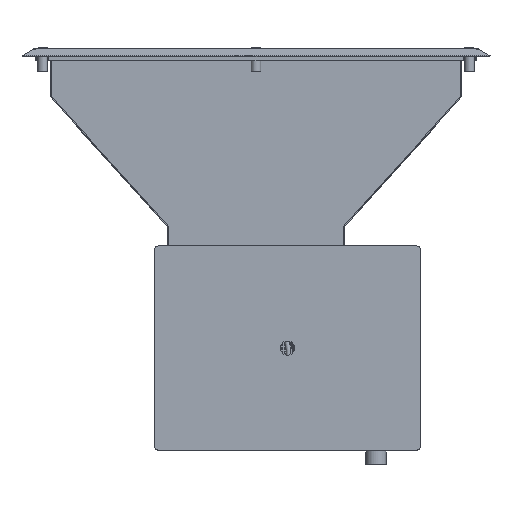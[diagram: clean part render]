
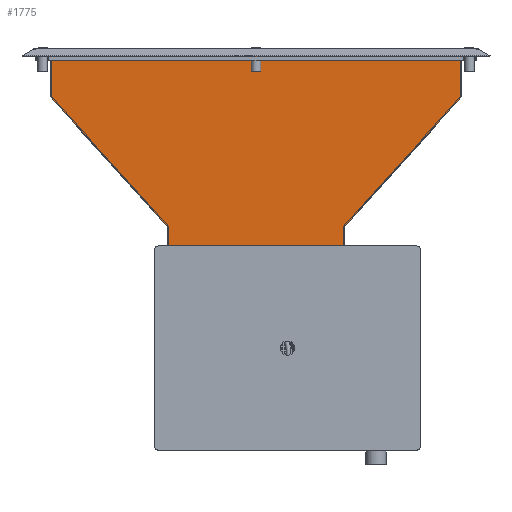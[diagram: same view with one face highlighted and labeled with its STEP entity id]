
A CAD part, top view. The second image highlights one B-rep face of the part: STEP entity #1775.
In plain terms, the highlighted planar face has unit normal (0, 0, 1).
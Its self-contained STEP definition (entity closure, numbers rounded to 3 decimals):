
#1775=ADVANCED_FACE('',(#6146),#6148,.T.);
#6146=FACE_BOUND('',#6147,.T.);
#6147=EDGE_LOOP('',(#75508,#75509,#75510,#75511,#75512,#75513,#75514,#75515,#75516,
#75517,#75518,#75519,#75520,#75521));
#6148=PLANE('',#6149);
#6149=AXIS2_PLACEMENT_3D('',#6150,#6151,#6152);
#6150=CARTESIAN_POINT('',(0.,0.,-48.8));
#6151=DIRECTION('',(0.,0.,1.));
#6152=DIRECTION('',(-1.,0.,0.));
#75508=ORIENTED_EDGE('',*,*,#98787,.F.);
#75509=ORIENTED_EDGE('',*,*,#98788,.F.);
#75510=ORIENTED_EDGE('',*,*,#98789,.T.);
#75511=ORIENTED_EDGE('',*,*,#98755,.T.);
#75512=ORIENTED_EDGE('',*,*,#98767,.F.);
#75513=ORIENTED_EDGE('',*,*,#98695,.F.);
#75514=ORIENTED_EDGE('',*,*,#98785,.F.);
#75515=ORIENTED_EDGE('',*,*,#98790,.T.);
#75516=ORIENTED_EDGE('',*,*,#98791,.T.);
#75517=ORIENTED_EDGE('',*,*,#98718,.F.);
#75518=ORIENTED_EDGE('',*,*,#98792,.F.);
#75519=ORIENTED_EDGE('',*,*,#98793,.T.);
#75520=ORIENTED_EDGE('',*,*,#98794,.T.);
#75521=ORIENTED_EDGE('',*,*,#98795,.T.);
#98695=EDGE_CURVE('',#110395,#110388,#110397,.T.);
#98718=EDGE_CURVE('',#110434,#110437,#110438,.T.);
#98755=EDGE_CURVE('',#110500,#110497,#110501,.T.);
#98767=EDGE_CURVE('',#110388,#110497,#110519,.F.);
#98785=EDGE_CURVE('',#110551,#110395,#110553,.T.);
#98787=EDGE_CURVE('',#110555,#110556,#110557,.F.);
#98788=EDGE_CURVE('',#110558,#110555,#110559,.T.);
#98789=EDGE_CURVE('',#110558,#110500,#110560,.T.);
#98790=EDGE_CURVE('',#110551,#110561,#110562,.T.);
#98791=EDGE_CURVE('',#110561,#110437,#110563,.T.);
#98792=EDGE_CURVE('',#110564,#110434,#110565,.F.);
#98793=EDGE_CURVE('',#110564,#110566,#110567,.T.);
#98794=EDGE_CURVE('',#110566,#110568,#110569,.T.);
#98795=EDGE_CURVE('',#110568,#110556,#110570,.T.);
#110388=VERTEX_POINT('',#129903);
#110395=VERTEX_POINT('',#129918);
#110397=LINE('',#129922,#129923);
#110434=VERTEX_POINT('',#130064);
#110437=VERTEX_POINT('',#130069);
#110438=LINE('',#130070,#130071);
#110497=VERTEX_POINT('',#130202);
#110500=VERTEX_POINT('',#130207);
#110501=LINE('',#130208,#130209);
#110519=LINE('',#130250,#130251);
#110551=VERTEX_POINT('',#130318);
#110553=LINE('',#130322,#130323);
#110555=VERTEX_POINT('',#130328);
#110556=VERTEX_POINT('',#130329);
#110557=LINE('',#130330,#130331);
#110558=VERTEX_POINT('',#130333);
#110559=LINE('',#130334,#130335);
#110560=LINE('',#130337,#130338);
#110561=VERTEX_POINT('',#130340);
#110562=LINE('',#130341,#130342);
#110563=LINE('',#130344,#130345);
#110564=VERTEX_POINT('',#130347);
#110565=LINE('',#130348,#130349);
#110566=VERTEX_POINT('',#130351);
#110567=LINE('',#130352,#130353);
#110568=VERTEX_POINT('',#130355);
#110569=LINE('',#130356,#130357);
#110570=LINE('',#130359,#130360);
#129903=CARTESIAN_POINT('',(-312.581,32.77,-48.8));
#129918=CARTESIAN_POINT('',(-314.2,32.77,-48.8));
#129922=CARTESIAN_POINT('',(-314.2,32.77,-48.8));
#129923=VECTOR('',#129924,1.);
#129924=DIRECTION('',(1.,0.,0.));
#130064=CARTESIAN_POINT('',(-90.419,32.77,-48.8));
#130069=CARTESIAN_POINT('',(-88.8,32.77,-48.8));
#130070=CARTESIAN_POINT('',(-90.419,32.77,-48.8));
#130071=VECTOR('',#130072,1.);
#130072=DIRECTION('',(1.,0.,0.));
#130202=CARTESIAN_POINT('',(-313.31,33.575,-48.8));
#130207=CARTESIAN_POINT('',(-314.2,32.77,-48.8));
#130208=CARTESIAN_POINT('',(-314.2,32.77,-48.8));
#130209=VECTOR('',#130210,1.);
#130210=DIRECTION('',(0.741,0.671,0.));
#130250=CARTESIAN_POINT('',(-313.31,33.575,-48.8));
#130251=VECTOR('',#130252,1.);
#130252=DIRECTION('',(0.671,-0.741,0.));
#130318=CARTESIAN_POINT('',(-314.2,-8.8,-48.8));
#130322=CARTESIAN_POINT('',(-314.2,-8.8,-48.8));
#130323=VECTOR('',#130324,1.);
#130324=DIRECTION('',(0.,1.,0.));
#130328=CARTESIAN_POINT('',(-462.7,251.35,-48.8));
#130329=CARTESIAN_POINT('',(59.7,251.35,-48.8));
#130330=CARTESIAN_POINT('',(59.7,251.35,-48.8));
#130331=VECTOR('',#130332,1.);
#130332=DIRECTION('',(-1.,0.,0.));
#130333=CARTESIAN_POINT('',(-462.7,196.83,-48.8));
#130334=CARTESIAN_POINT('',(-462.7,196.83,-48.8));
#130335=VECTOR('',#130336,1.);
#130336=DIRECTION('',(0.,1.,0.));
#130337=CARTESIAN_POINT('',(-462.7,196.83,-48.8));
#130338=VECTOR('',#130339,1.);
#130339=DIRECTION('',(0.671,-0.741,0.));
#130340=CARTESIAN_POINT('',(-88.8,-8.8,-48.8));
#130341=CARTESIAN_POINT('',(-314.2,-8.8,-48.8));
#130342=VECTOR('',#130343,1.);
#130343=DIRECTION('',(1.,0.,0.));
#130344=CARTESIAN_POINT('',(-88.8,-8.8,-48.8));
#130345=VECTOR('',#130346,1.);
#130346=DIRECTION('',(0.,1.,0.));
#130347=CARTESIAN_POINT('',(-89.69,33.575,-48.8));
#130348=CARTESIAN_POINT('',(-90.419,32.77,-48.8));
#130349=VECTOR('',#130350,1.);
#130350=DIRECTION('',(0.671,0.741,0.));
#130351=CARTESIAN_POINT('',(-88.8,32.77,-48.8));
#130352=CARTESIAN_POINT('',(-89.69,33.575,-48.8));
#130353=VECTOR('',#130354,1.);
#130354=DIRECTION('',(0.741,-0.671,0.));
#130355=CARTESIAN_POINT('',(59.7,196.83,-48.8));
#130356=CARTESIAN_POINT('',(-88.8,32.77,-48.8));
#130357=VECTOR('',#130358,1.);
#130358=DIRECTION('',(0.671,0.741,0.));
#130359=CARTESIAN_POINT('',(59.7,196.83,-48.8));
#130360=VECTOR('',#130361,1.);
#130361=DIRECTION('',(0.,1.,0.));
